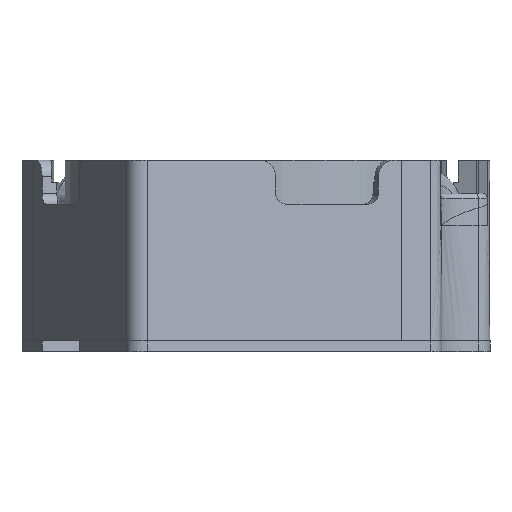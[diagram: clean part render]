
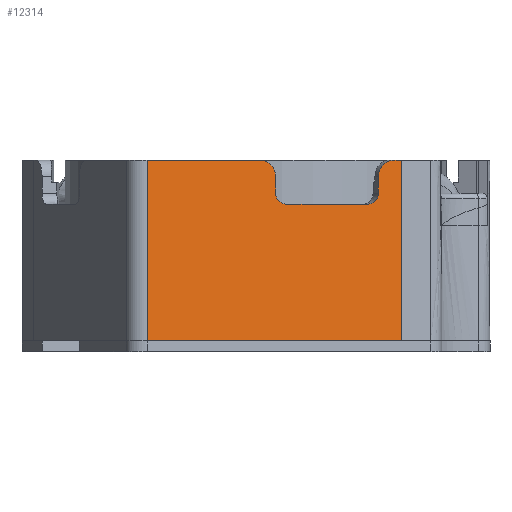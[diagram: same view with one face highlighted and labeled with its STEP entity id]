
A CAD part, left-side view. The second image highlights one B-rep face of the part: STEP entity #12314.
In plain terms, the highlighted free-form (B-spline) face has degree [1, 1] with [2, 2] control points.
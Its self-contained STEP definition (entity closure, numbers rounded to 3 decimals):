
#10452=CARTESIAN_POINT('',(-2.384,0.995,0.));
#10453=VERTEX_POINT('',#10452);
#10460=CARTESIAN_POINT('',(-2.008,-0.039,0.));
#10461=VERTEX_POINT('',#10460);
#10462=CARTESIAN_POINT('',(-2.384,0.995,0.));
#10463=CARTESIAN_POINT('',(-2.008,-0.039,0.));
#10464=B_SPLINE_CURVE_WITH_KNOTS('',1,(#10462,#10463),.POLYLINE_FORM.,.F.,.U.,(2,2),(0.039,0.329),.UNSPECIFIED.);
#10465=EDGE_CURVE('',#10453,#10461,#10464,.T.);
#11375=CARTESIAN_POINT('',(-2.384,0.995,-1.65));
#11376=VERTEX_POINT('',#11375);
#11377=CARTESIAN_POINT('',(-2.384,0.995,0.));
#11378=CARTESIAN_POINT('',(-2.384,0.995,-1.65));
#11379=B_SPLINE_CURVE_WITH_KNOTS('',1,(#11377,#11378),.POLYLINE_FORM.,.F.,.U.,(2,2),(0.,1.),.UNSPECIFIED.);
#11380=EDGE_CURVE('',#10453,#11376,#11379,.T.);
#11499=CARTESIAN_POINT('',(-1.956,-0.18,-0.15));
#11500=VERTEX_POINT('',#11499);
#11501=CARTESIAN_POINT('',(-1.956,-0.18,-0.15));
#11502=CARTESIAN_POINT('',(-1.956,-0.18,-0.088));
#11503=CARTESIAN_POINT('',(-1.986,-0.097,0.));
#11504=CARTESIAN_POINT('',(-2.008,-0.039,0.));
#11505=(BOUNDED_CURVE()B_SPLINE_CURVE(2,(#11501,#11502,#11503,#11504),.CIRCULAR_ARC.,.F.,.U.)B_SPLINE_CURVE_WITH_KNOTS((3,1,3),(0.,0.5,1.),.UNSPECIFIED.)CURVE()GEOMETRIC_REPRESENTATION_ITEM()RATIONAL_B_SPLINE_CURVE((1.,0.854,0.854,1.))REPRESENTATION_ITEM(''));
#11506=EDGE_CURVE('',#11500,#10461,#11505,.T.);
#11524=CARTESIAN_POINT('',(-1.614,-1.12,-0.15));
#11525=VERTEX_POINT('',#11524);
#11531=CARTESIAN_POINT('',(-1.563,-1.261,0.));
#11532=VERTEX_POINT('',#11531);
#11533=CARTESIAN_POINT('',(-1.614,-1.12,-0.15));
#11534=CARTESIAN_POINT('',(-1.614,-1.12,0.));
#11535=CARTESIAN_POINT('',(-1.563,-1.261,0.));
#11536=(BOUNDED_CURVE()B_SPLINE_CURVE(2,(#11533,#11534,#11535),.CIRCULAR_ARC.,.F.,.U.)B_SPLINE_CURVE_WITH_KNOTS((3,3),(0.,1.),.UNSPECIFIED.)CURVE()GEOMETRIC_REPRESENTATION_ITEM()RATIONAL_B_SPLINE_CURVE((1.,0.707,1.))REPRESENTATION_ITEM(''));
#11537=EDGE_CURVE('',#11525,#11532,#11536,.T.);
#11800=CARTESIAN_POINT('',(-1.956,-0.18,-0.3));
#11801=VERTEX_POINT('',#11800);
#11807=CARTESIAN_POINT('',(-1.922,-0.274,-0.4));
#11808=VERTEX_POINT('',#11807);
#11809=CARTESIAN_POINT('',(-1.922,-0.274,-0.4));
#11810=CARTESIAN_POINT('',(-1.956,-0.18,-0.4));
#11811=CARTESIAN_POINT('',(-1.956,-0.18,-0.3));
#11812=(BOUNDED_CURVE()B_SPLINE_CURVE(2,(#11809,#11810,#11811),.CIRCULAR_ARC.,.F.,.U.)B_SPLINE_CURVE_WITH_KNOTS((3,3),(0.,1.),.UNSPECIFIED.)CURVE()GEOMETRIC_REPRESENTATION_ITEM()RATIONAL_B_SPLINE_CURVE((1.,0.707,1.))REPRESENTATION_ITEM(''));
#11813=EDGE_CURVE('',#11808,#11801,#11812,.T.);
#11830=CARTESIAN_POINT('',(-1.649,-1.026,-0.4));
#11831=VERTEX_POINT('',#11830);
#11832=CARTESIAN_POINT('',(-1.614,-1.12,-0.3));
#11833=VERTEX_POINT('',#11832);
#11834=CARTESIAN_POINT('',(-1.649,-1.026,-0.4));
#11835=CARTESIAN_POINT('',(-1.614,-1.12,-0.4));
#11836=CARTESIAN_POINT('',(-1.614,-1.12,-0.3));
#11837=(BOUNDED_CURVE()B_SPLINE_CURVE(2,(#11834,#11835,#11836),.CIRCULAR_ARC.,.F.,.U.)B_SPLINE_CURVE_WITH_KNOTS((3,3),(0.,1.),.UNSPECIFIED.)CURVE()GEOMETRIC_REPRESENTATION_ITEM()RATIONAL_B_SPLINE_CURVE((1.,0.707,1.))REPRESENTATION_ITEM(''));
#11838=EDGE_CURVE('',#11831,#11833,#11837,.T.);
#11986=CARTESIAN_POINT('',(-1.922,-0.274,-0.4));
#11987=CARTESIAN_POINT('',(-1.649,-1.026,-0.4));
#11988=B_SPLINE_CURVE_WITH_KNOTS('',1,(#11986,#11987),.POLYLINE_FORM.,.F.,.U.,(2,2),(0.424,0.576),.UNSPECIFIED.);
#11989=EDGE_CURVE('',#11808,#11831,#11988,.T.);
#12077=CARTESIAN_POINT('',(-1.956,-0.18,-0.15));
#12078=CARTESIAN_POINT('',(-1.956,-0.18,-0.3));
#12079=B_SPLINE_CURVE_WITH_KNOTS('',1,(#12077,#12078),.POLYLINE_FORM.,.F.,.U.,(2,2),(0.609,0.638),.UNSPECIFIED.);
#12080=EDGE_CURVE('',#11500,#11801,#12079,.T.);
#12091=CARTESIAN_POINT('',(-1.614,-1.12,-0.3));
#12092=CARTESIAN_POINT('',(-1.614,-1.12,-0.15));
#12093=B_SPLINE_CURVE_WITH_KNOTS('',1,(#12091,#12092),.POLYLINE_FORM.,.F.,.U.,(2,2),(0.362,0.391),.UNSPECIFIED.);
#12094=EDGE_CURVE('',#11833,#11525,#12093,.T.);
#12194=CARTESIAN_POINT('',(-1.537,-1.333,0.));
#12195=VERTEX_POINT('',#12194);
#12196=CARTESIAN_POINT('',(-1.563,-1.261,0.));
#12197=CARTESIAN_POINT('',(-1.537,-1.333,0.));
#12198=B_SPLINE_CURVE_WITH_KNOTS('',1,(#12196,#12197),.POLYLINE_FORM.,.F.,.U.,(2,2),(0.671,0.691),.UNSPECIFIED.);
#12199=EDGE_CURVE('',#11532,#12195,#12198,.T.);
#12285=CARTESIAN_POINT('',(-2.384,0.995,0.));
#12286=CARTESIAN_POINT('',(-2.384,0.995,-1.65));
#12287=CARTESIAN_POINT('',(-1.537,-1.333,0.));
#12288=CARTESIAN_POINT('',(-1.537,-1.333,-1.65));
#12289=B_SPLINE_SURFACE_WITH_KNOTS('',1,1,((#12285,#12286),(#12287,#12288)),.PLANE_SURF.,.F.,.F.,.U.,(2,2),(2,2),(0.039,0.691),(0.,1.),.UNSPECIFIED.);
#12290=ORIENTED_EDGE('',*,*,#11380,.F.);
#12291=ORIENTED_EDGE('',*,*,#10465,.T.);
#12292=ORIENTED_EDGE('',*,*,#11506,.F.);
#12293=ORIENTED_EDGE('',*,*,#12080,.T.);
#12294=ORIENTED_EDGE('',*,*,#11813,.F.);
#12295=ORIENTED_EDGE('',*,*,#11989,.T.);
#12296=ORIENTED_EDGE('',*,*,#11838,.T.);
#12297=ORIENTED_EDGE('',*,*,#12094,.T.);
#12298=ORIENTED_EDGE('',*,*,#11537,.T.);
#12299=ORIENTED_EDGE('',*,*,#12199,.T.);
#12300=CARTESIAN_POINT('',(-1.537,-1.333,-1.65));
#12301=VERTEX_POINT('',#12300);
#12302=CARTESIAN_POINT('',(-1.537,-1.333,0.));
#12303=CARTESIAN_POINT('',(-1.537,-1.333,-1.65));
#12304=B_SPLINE_CURVE_WITH_KNOTS('',1,(#12302,#12303),.POLYLINE_FORM.,.F.,.U.,(2,2),(0.,1.),.UNSPECIFIED.);
#12305=EDGE_CURVE('',#12195,#12301,#12304,.T.);
#12306=ORIENTED_EDGE('',*,*,#12305,.T.);
#12307=CARTESIAN_POINT('',(-2.384,0.995,-1.65));
#12308=CARTESIAN_POINT('',(-1.537,-1.333,-1.65));
#12309=B_SPLINE_CURVE_WITH_KNOTS('',1,(#12307,#12308),.POLYLINE_FORM.,.F.,.U.,(2,2),(0.,1.),.UNSPECIFIED.);
#12310=EDGE_CURVE('',#11376,#12301,#12309,.T.);
#12311=ORIENTED_EDGE('',*,*,#12310,.F.);
#12312=EDGE_LOOP('',(#12290,#12291,#12292,#12293,#12294,#12295,#12296,#12297,#12298,#12299,#12306,#12311));
#12313=FACE_OUTER_BOUND('',#12312,.F.);
#12314=ADVANCED_FACE('',(#12313),#12289,.F.);
